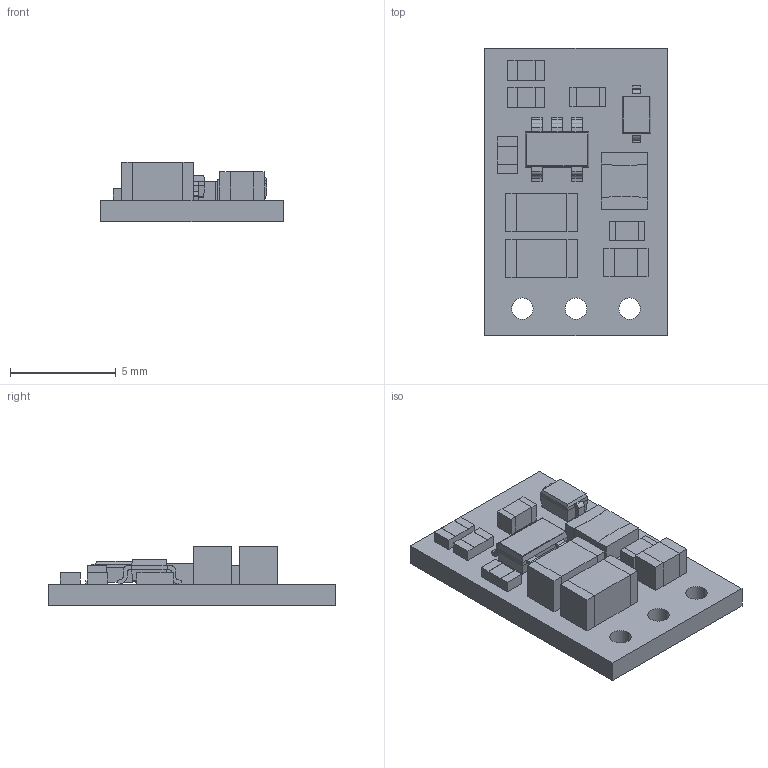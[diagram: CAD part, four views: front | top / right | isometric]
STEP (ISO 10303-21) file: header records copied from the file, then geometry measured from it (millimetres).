
FILE_DESCRIPTION (( 'STEP AP214' ), '1' );
FILE_NAME ('step-up-voltage-regulator-u3v9fx.step', '2025-08-04T14:56:10', ( '' ), ( '' ), 'SwSTEP 2.0', 'SolidWorks 2025', '' );
FILE_SCHEMA (( 'AUTOMOTIVE_DESIGN' ));
Length unit declared in the file: millimetre
Products named in the file (1): step-up-voltage-regulator-u3v9fx
Bounding box: 8.64 x 13.59 x 2.82 mm (x, y, z)
Volume: 162.1 mm3; surface area: 399.2 mm2
Topology: 1 solids, 1 shells, 657 faces, 1742 edges, 1136 vertices
Faces by surface type: plane 408, bspline 204, cylinder 45
Entity records: 35094 total; most frequent: CARTESIAN_POINT 12958, ORIENTED_EDGE 3484, DIRECTION 2278, EDGE_CURVE 1742, LINE 1222, VECTOR 1222, VERTEX_POINT 1136, EDGE_LOOP 722
